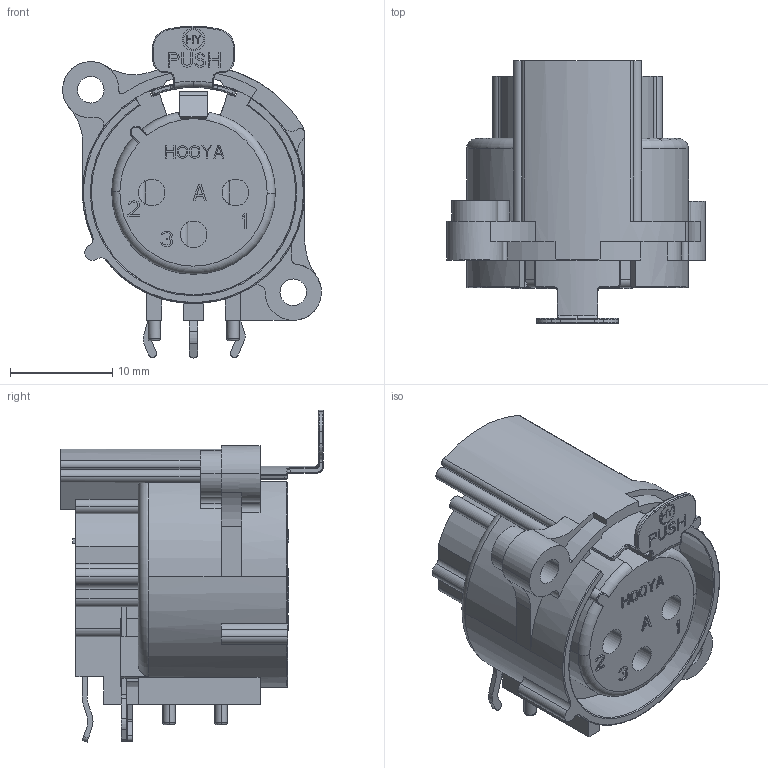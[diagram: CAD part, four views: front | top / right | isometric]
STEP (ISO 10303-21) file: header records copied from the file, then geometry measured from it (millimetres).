
FILE_DESCRIPTION(('STEP AP214'),'1');
FILE_NAME('CONN-TH_XLR-328P.stp','2021-08-18T18:29:17',(' '),(' '),'Spatial InterOp 3D',' ',' ');
FILE_SCHEMA(('AUTOMOTIVE_DESIGN { 1 0 10303 214 1 1 1 1 }'));
Length unit declared in the file: millimetre
Products named in the file (1): 11
Bounding box: 25.3 x 25.7 x 32.46 mm (x, y, z)
Volume: 5820.8 mm3; surface area: 5579.7 mm2
Topology: 2 solids, 2 shells, 1012 faces, 2839 edges, 1867 vertices
Faces by surface type: plane 745, cylinder 208, torus 47, bspline 12
Entity records: 41428 total; most frequent: CARTESIAN_POINT 6909, ORIENTED_EDGE 5678, DIRECTION 5365, EDGE_CURVE 2839, LINE 2249, VECTOR 2249, VERTEX_POINT 1867, AXIS2_PLACEMENT_3D 1558
